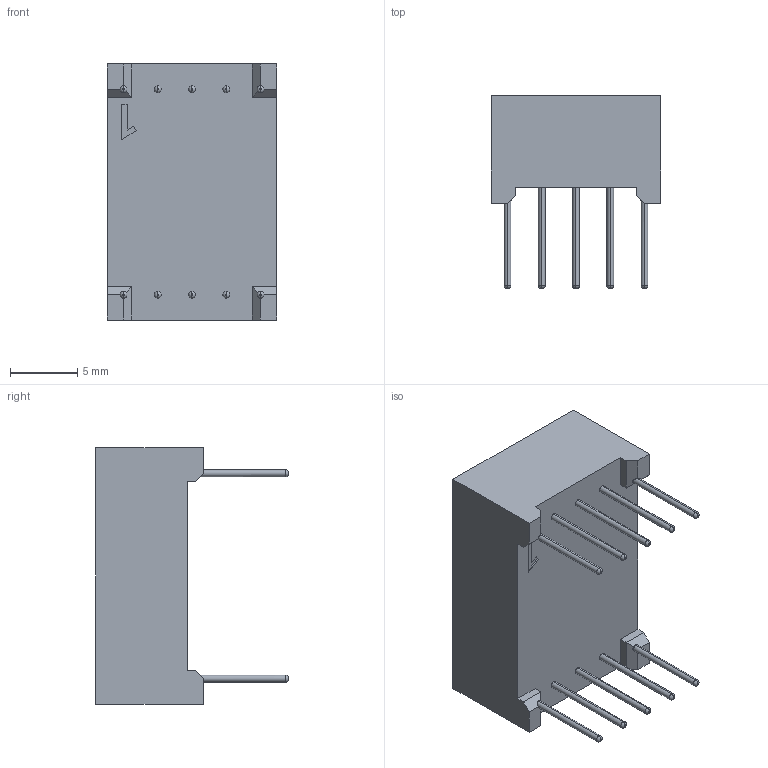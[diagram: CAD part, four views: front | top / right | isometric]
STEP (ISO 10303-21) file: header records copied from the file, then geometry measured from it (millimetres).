
FILE_DESCRIPTION (( 'STEP AP214' ), '1' );
FILE_NAME ('A45CB62A-526F-4268-9BAD-4CF49A2CFD7F.STEP', '2023-09-27T18:20:48', ( '' ), ( '' ), 'SwSTEP 2.0', 'SolidWorks 2022', '' );
FILE_SCHEMA (( 'AUTOMOTIVE_DESIGN' ));
Length unit declared in the file: millimetre
Products named in the file (1): A45CB62A-526F-4268-9BAD-4CF49A2CFD7F
Bounding box: 12.6 x 14.3 x 19 mm (x, y, z)
Volume: 1658 mm3; surface area: 1059.4 mm2
Topology: 1 solids, 1 shells, 129 faces, 308 edges, 196 vertices
Faces by surface type: plane 83, cylinder 26, torus 20
Entity records: 4631 total; most frequent: CARTESIAN_POINT 670, DIRECTION 644, ORIENTED_EDGE 616, EDGE_CURVE 308, AXIS2_PLACEMENT_3D 218, VECTOR 208, LINE 208, VERTEX_POINT 196
